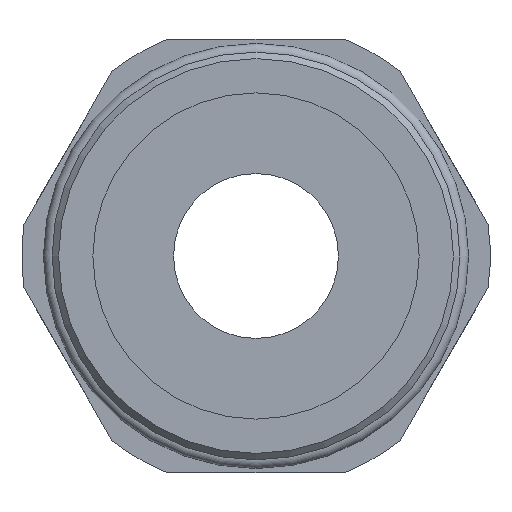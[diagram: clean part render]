
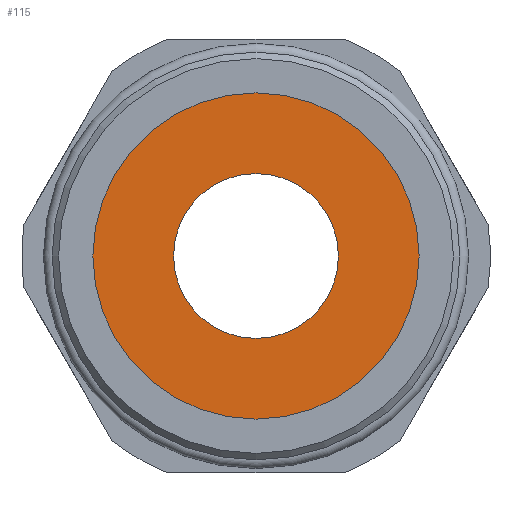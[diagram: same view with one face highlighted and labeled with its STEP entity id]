
A CAD part, left-side view. The second image highlights one B-rep face of the part: STEP entity #115.
In plain terms, the highlighted planar face has unit normal (-1, 0, 0).
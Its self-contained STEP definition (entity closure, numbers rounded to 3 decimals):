
#115 = ADVANCED_FACE( '', ( #309, #310 ), #311, .T. );
#309 = FACE_BOUND( '', #598, .T. );
#310 = FACE_OUTER_BOUND( '', #599, .T. );
#311 = PLANE( '', #600 );
#598 = EDGE_LOOP( '', ( #888 ) );
#599 = EDGE_LOOP( '', ( #889 ) );
#600 = AXIS2_PLACEMENT_3D( '', #890, #891, #892 );
#888 = ORIENTED_EDGE( '', *, *, #1624, .T. );
#889 = ORIENTED_EDGE( '', *, *, #1625, .F. );
#890 = CARTESIAN_POINT( '', ( 21.6, 18.8, 0. ) );
#891 = DIRECTION( '', ( -1., 0., 0. ) );
#892 = DIRECTION( '', ( 0., -1., 0. ) );
#1624 = EDGE_CURVE( '', #1914, #1914, #1915, .T. );
#1625 = EDGE_CURVE( '', #1916, #1916, #1917, .T. );
#1914 = VERTEX_POINT( '', #2331 );
#1915 = CIRCLE( '', #2332, 9.5 );
#1916 = VERTEX_POINT( '', #2333 );
#1917 = CIRCLE( '', #2334, 18.8 );
#2331 = CARTESIAN_POINT( '', ( 21.6, 9.5, 0. ) );
#2332 = AXIS2_PLACEMENT_3D( '', #3005, #3006, #3007 );
#2333 = CARTESIAN_POINT( '', ( 21.6, 18.8, 0. ) );
#2334 = AXIS2_PLACEMENT_3D( '', #3008, #3009, #3010 );
#3005 = CARTESIAN_POINT( '', ( 21.6, 0., 0. ) );
#3006 = DIRECTION( '', ( 1., 0., 0. ) );
#3007 = DIRECTION( '', ( 0., 1., 0. ) );
#3008 = CARTESIAN_POINT( '', ( 21.6, 0., 0. ) );
#3009 = DIRECTION( '', ( 1., 0., 0. ) );
#3010 = DIRECTION( '', ( 0., 1., 0. ) );
